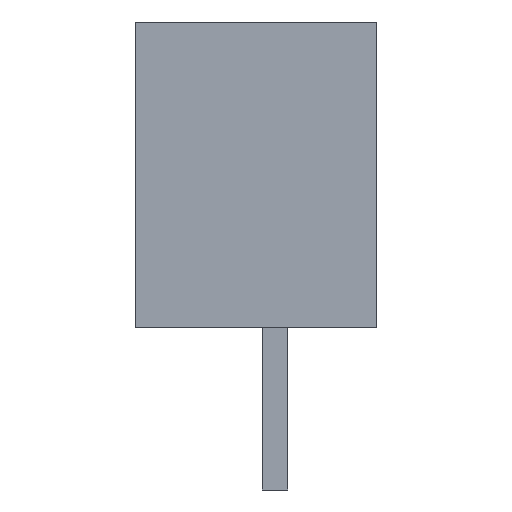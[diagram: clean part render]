
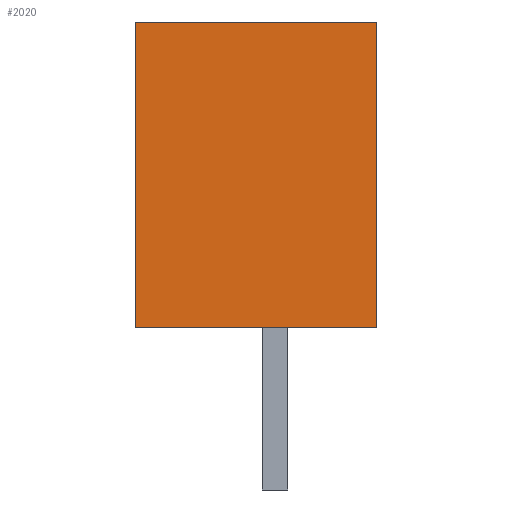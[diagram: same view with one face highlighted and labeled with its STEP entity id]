
A CAD part, left-side view. The second image highlights one B-rep face of the part: STEP entity #2020.
In plain terms, the highlighted planar face has unit normal (-1, 0, 0).
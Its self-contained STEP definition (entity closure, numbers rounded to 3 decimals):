
#8 = CARTESIAN_POINT ( 'NONE',  ( -9., 2.375, 1.8 ) ) ;
#198 = VERTEX_POINT ( 'NONE', #3002 ) ;
#266 = VERTEX_POINT ( 'NONE', #4018 ) ;
#341 = PLANE ( 'NONE',  #1435 ) ;
#403 = LINE ( 'NONE', #1376, #1035 ) ;
#911 = ORIENTED_EDGE ( 'NONE', *, *, #993, .F. ) ;
#993 = EDGE_CURVE ( 'NONE', #3976, #198, #403, .T. ) ;
#1010 = DIRECTION ( 'NONE',  ( 1., 0., 0. ) ) ;
#1035 = VECTOR ( 'NONE', #1702, 1000. ) ;
#1048 = ORIENTED_EDGE ( 'NONE', *, *, #3885, .F. ) ;
#1170 = VECTOR ( 'NONE', #3033, 1000. ) ;
#1376 = CARTESIAN_POINT ( 'NONE',  ( -9., -2.375, 1.8 ) ) ;
#1435 = AXIS2_PLACEMENT_3D ( 'NONE', #8, #1010, #2873 ) ;
#1523 = LINE ( 'NONE', #3280, #2215 ) ;
#1620 = VERTEX_POINT ( 'NONE', #3272 ) ;
#1702 = DIRECTION ( 'NONE',  ( 0., 0., -1. ) ) ;
#2016 = LINE ( 'NONE', #4031, #1170 ) ;
#2020 = ADVANCED_FACE ( 'NONE', ( #3905 ), #341, .F. ) ;
#2068 = EDGE_CURVE ( 'NONE', #1620, #266, #3306, .T. ) ;
#2215 = VECTOR ( 'NONE', #2652, 1000. ) ;
#2355 = VECTOR ( 'NONE', #2585, 1000. ) ;
#2398 = EDGE_LOOP ( 'NONE', ( #3617, #911, #1048, #3698 ) ) ;
#2585 = DIRECTION ( 'NONE',  ( 0., 0., -1. ) ) ;
#2652 = DIRECTION ( 'NONE',  ( 0., -1., 0. ) ) ;
#2873 = DIRECTION ( 'NONE',  ( 0., 0., -1. ) ) ;
#3002 = CARTESIAN_POINT ( 'NONE',  ( -9., -2.375, 0. ) ) ;
#3033 = DIRECTION ( 'NONE',  ( 0., -1., 0. ) ) ;
#3251 = CARTESIAN_POINT ( 'NONE',  ( -9., 2.375, 1.8 ) ) ;
#3272 = CARTESIAN_POINT ( 'NONE',  ( -9., 2.375, 6. ) ) ;
#3280 = CARTESIAN_POINT ( 'NONE',  ( -9., -2.375, 6. ) ) ;
#3306 = LINE ( 'NONE', #3251, #2355 ) ;
#3349 = CARTESIAN_POINT ( 'NONE',  ( -9., -2.375, 6. ) ) ;
#3617 = ORIENTED_EDGE ( 'NONE', *, *, #4096, .T. ) ;
#3698 = ORIENTED_EDGE ( 'NONE', *, *, #2068, .T. ) ;
#3885 = EDGE_CURVE ( 'NONE', #1620, #3976, #1523, .T. ) ;
#3905 = FACE_OUTER_BOUND ( 'NONE', #2398, .T. ) ;
#3976 = VERTEX_POINT ( 'NONE', #3349 ) ;
#4018 = CARTESIAN_POINT ( 'NONE',  ( -9., 2.375, 0. ) ) ;
#4031 = CARTESIAN_POINT ( 'NONE',  ( -9., 2.375, 0. ) ) ;
#4096 = EDGE_CURVE ( 'NONE', #266, #198, #2016, .T. ) ;
